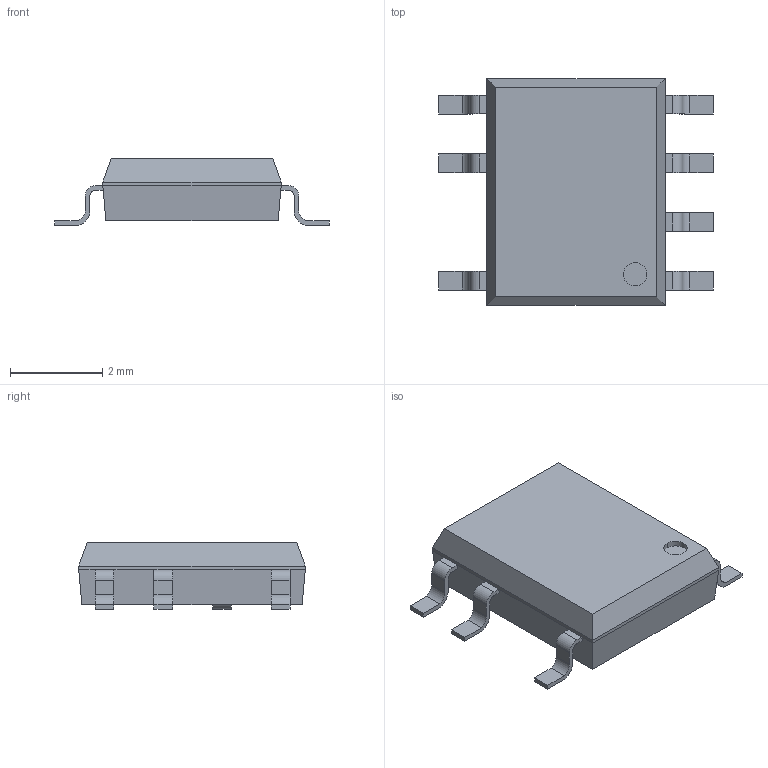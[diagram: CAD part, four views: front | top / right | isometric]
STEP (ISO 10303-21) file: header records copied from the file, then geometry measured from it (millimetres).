
FILE_DESCRIPTION (( 'STEP AP214' ), '1' );
FILE_NAME ('SOP-7.STEP', '2020-09-30T12:06:41', ( '' ), ( '' ), 'SwSTEP 2.0', 'SolidWorks 2017', '' );
FILE_SCHEMA (( 'AUTOMOTIVE_DESIGN' ));
Length unit declared in the file: millimetre
Products named in the file (2): SOP-7; SO-8
Assembly tree (1 placements, depth 2):
  SOP-7
    SO-8
Bounding box: 5.94 x 4.9 x 1.45 mm (x, y, z)
Volume: 24.7 mm3; surface area: 68.9 mm2
Topology: 1 solids, 1 shells, 108 faces, 293 edges, 188 vertices
Faces by surface type: plane 78, cylinder 30
Entity records: 4615 total; most frequent: CARTESIAN_POINT 593, ORIENTED_EDGE 586, DIRECTION 577, EDGE_CURVE 293, LINE 233, VECTOR 233, VERTEX_POINT 188, AXIS2_PLACEMENT_3D 172
